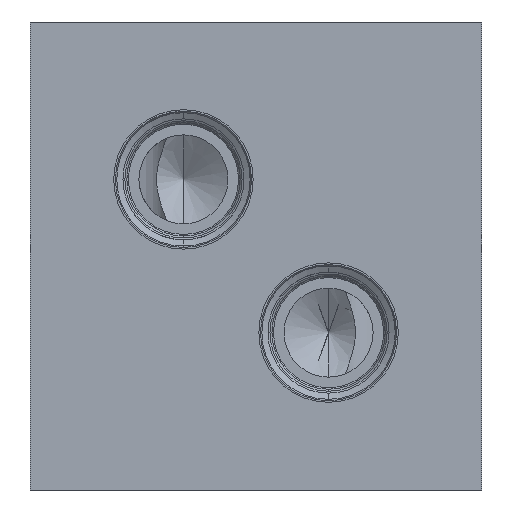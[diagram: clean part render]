
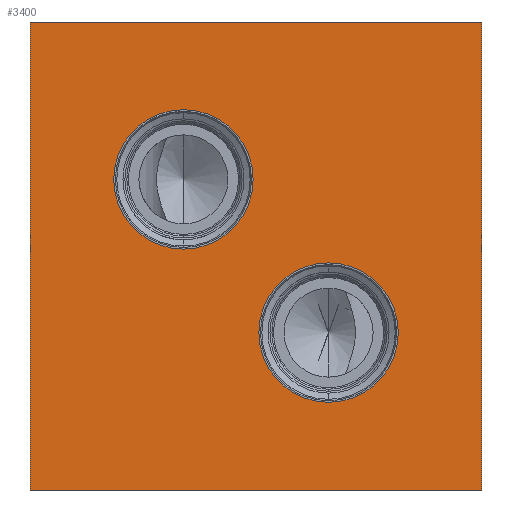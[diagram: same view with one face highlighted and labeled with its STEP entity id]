
A CAD part, front view. The second image highlights one B-rep face of the part: STEP entity #3400.
In plain terms, the highlighted planar face has unit normal (0, -1, 0).
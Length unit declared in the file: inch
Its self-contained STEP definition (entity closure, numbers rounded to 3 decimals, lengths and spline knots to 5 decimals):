
#5=DIRECTION('',(1.,0.,0.));
#6=VECTOR('',#5,3.5);
#7=CARTESIAN_POINT('',(0.,-3.5,0.));
#8=LINE('',#7,#6);
#95=DIRECTION('',(0.,0.,1.));
#96=VECTOR('',#95,3.625);
#97=CARTESIAN_POINT('',(3.5,-3.5,0.));
#98=LINE('',#97,#96);
#119=DIRECTION('',(0.,0.,1.));
#120=VECTOR('',#119,3.625);
#121=CARTESIAN_POINT('',(0.,-3.5,0.));
#122=LINE('',#121,#120);
#123=CARTESIAN_POINT('',(1.188,-3.5,2.406));
#124=DIRECTION('',(0.,1.,0.));
#125=DIRECTION('',(0.,0.,-1.));
#126=AXIS2_PLACEMENT_3D('',#123,#124,#125);
#128=CARTESIAN_POINT('',(1.188,-3.5,2.406));
#129=DIRECTION('',(0.,1.,0.));
#130=DIRECTION('',(0.,0.,1.));
#131=AXIS2_PLACEMENT_3D('',#128,#129,#130);
#133=CARTESIAN_POINT('',(2.312,-3.5,1.219));
#134=DIRECTION('',(0.,1.,0.));
#135=DIRECTION('',(0.,0.,-1.));
#136=AXIS2_PLACEMENT_3D('',#133,#134,#135);
#138=CARTESIAN_POINT('',(2.312,-3.5,1.219));
#139=DIRECTION('',(0.,1.,0.));
#140=DIRECTION('',(0.,0.,1.));
#141=AXIS2_PLACEMENT_3D('',#138,#139,#140);
#155=DIRECTION('',(1.,0.,0.));
#156=VECTOR('',#155,3.5);
#157=CARTESIAN_POINT('',(0.,-3.5,3.625));
#158=LINE('',#157,#156);
#2816=CARTESIAN_POINT('',(0.,-3.5,0.));
#2818=VERTEX_POINT('',#2816);
#2819=CARTESIAN_POINT('',(3.5,-3.5,0.));
#2820=VERTEX_POINT('',#2819);
#2824=CARTESIAN_POINT('',(0.,-3.5,3.625));
#2826=VERTEX_POINT('',#2824);
#2827=CARTESIAN_POINT('',(3.5,-3.5,3.625));
#2828=VERTEX_POINT('',#2827);
#3047=CARTESIAN_POINT('',(1.188,-3.5,1.866));
#3048=CARTESIAN_POINT('',(1.188,-3.5,2.946));
#3049=VERTEX_POINT('',#3047);
#3050=VERTEX_POINT('',#3048);
#3109=CARTESIAN_POINT('',(2.312,-3.5,0.679));
#3110=CARTESIAN_POINT('',(2.312,-3.5,1.759));
#3111=VERTEX_POINT('',#3109);
#3112=VERTEX_POINT('',#3110);
#3376=CARTESIAN_POINT('',(0.,-3.5,0.));
#3377=DIRECTION('',(0.,-1.,0.));
#3378=DIRECTION('',(1.,0.,0.));
#3379=AXIS2_PLACEMENT_3D('',#3376,#3377,#3378);
#3380=PLANE('',#3379);
#3381=ORIENTED_EDGE('',*,*,#3270,.F.);
#3382=ORIENTED_EDGE('',*,*,#3301,.T.);
#3384=ORIENTED_EDGE('',*,*,#3383,.T.);
#3385=ORIENTED_EDGE('',*,*,#3356,.F.);
#3386=EDGE_LOOP('',(#3381,#3382,#3384,#3385));
#3387=FACE_OUTER_BOUND('',#3386,.F.);
#3389=ORIENTED_EDGE('',*,*,#3388,.F.);
#3391=ORIENTED_EDGE('',*,*,#3390,.F.);
#3392=EDGE_LOOP('',(#3389,#3391));
#3393=FACE_BOUND('',#3392,.F.);
#3395=ORIENTED_EDGE('',*,*,#3394,.F.);
#3397=ORIENTED_EDGE('',*,*,#3396,.F.);
#3398=EDGE_LOOP('',(#3395,#3397));
#3399=FACE_BOUND('',#3398,.F.);
#3400=ADVANCED_FACE('',(#3387,#3393,#3399),#3380,.T.);
#127=CIRCLE('',#126,0.54);
#132=CIRCLE('',#131,0.54);
#137=CIRCLE('',#136,0.54);
#142=CIRCLE('',#141,0.54);
#3270=EDGE_CURVE('',#2818,#2820,#8,.T.);
#3301=EDGE_CURVE('',#2818,#2826,#122,.T.);
#3356=EDGE_CURVE('',#2820,#2828,#98,.T.);
#3383=EDGE_CURVE('',#2826,#2828,#158,.T.);
#3388=EDGE_CURVE('',#3049,#3050,#127,.T.);
#3390=EDGE_CURVE('',#3050,#3049,#132,.T.);
#3394=EDGE_CURVE('',#3111,#3112,#137,.T.);
#3396=EDGE_CURVE('',#3112,#3111,#142,.T.);
